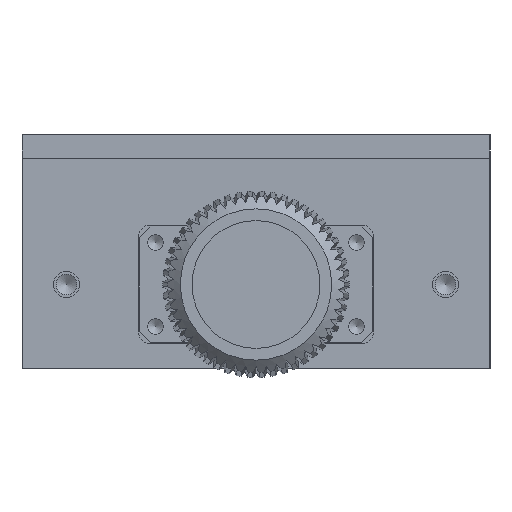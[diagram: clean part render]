
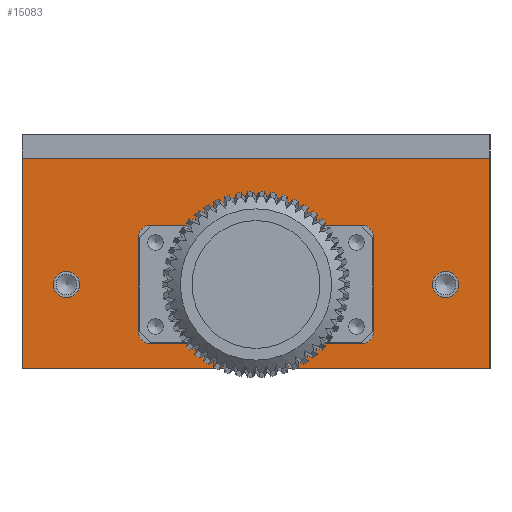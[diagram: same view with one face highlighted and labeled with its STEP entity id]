
A CAD part, left-side view. The second image highlights one B-rep face of the part: STEP entity #15083.
In plain terms, the highlighted planar face has unit normal (-1, 0, 0).
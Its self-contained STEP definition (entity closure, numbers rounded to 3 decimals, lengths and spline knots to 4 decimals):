
#1551 = VECTOR ( 'NONE', #16062, 39.3701 ) ;
#1749 = LINE ( 'NONE', #24673, #53276 ) ;
#1757 = AXIS2_PLACEMENT_3D ( 'NONE', #7771, #47650, #23255 ) ;
#1879 = VECTOR ( 'NONE', #13012, 39.3701 ) ;
#2293 = CARTESIAN_POINT ( 'NONE',  ( -2.75, 0.453, -0.387 ) ) ;
#2967 = LINE ( 'NONE', #20573, #14725 ) ;
#3150 = VECTOR ( 'NONE', #43601, 39.3701 ) ;
#4773 = CIRCLE ( 'NONE', #1757, 0.05 ) ;
#4908 = DIRECTION ( 'NONE',  ( -1., 0., 0. ) ) ;
#5158 = CIRCLE ( 'NONE', #44101, 0.05 ) ;
#5782 = CARTESIAN_POINT ( 'NONE',  ( -2.75, -1., -0.1 ) ) ;
#6895 = CARTESIAN_POINT ( 'NONE',  ( -2.75, -1., -1. ) ) ;
#7771 = CARTESIAN_POINT ( 'NONE',  ( -2.75, 0.453, -0.437 ) ) ;
#7774 = DIRECTION ( 'NONE',  ( 0., 0., -1. ) ) ;
#8049 = EDGE_LOOP ( 'NONE', ( #57140, #27304, #53617, #57365, #37129, #27421, #33526, #60399 ) ) ;
#8650 = VERTEX_POINT ( 'NONE', #6895 ) ;
#8703 = AXIS2_PLACEMENT_3D ( 'NONE', #40595, #20782, #30597 ) ;
#8736 = CARTESIAN_POINT ( 'NONE',  ( -2.75, -0.503, -0.893 ) ) ;
#9864 = CARTESIAN_POINT ( 'NONE',  ( -2.75, -0.453, -0.843 ) ) ;
#9949 = VERTEX_POINT ( 'NONE', #48782 ) ;
#10456 = VECTOR ( 'NONE', #16843, 39.3701 ) ;
#11194 = LINE ( 'NONE', #52134, #10456 ) ;
#11358 = LINE ( 'NONE', #58996, #34783 ) ;
#11543 = EDGE_CURVE ( 'NONE', #41507, #16166, #11194, .T. ) ;
#12602 = DIRECTION ( 'NONE',  ( 1., 0., 0. ) ) ;
#13012 = DIRECTION ( 'NONE',  ( 0., 1., 0. ) ) ;
#13303 = CIRCLE ( 'NONE', #8703, 0.056 ) ;
#13570 = VECTOR ( 'NONE', #27323, 39.3701 ) ;
#13675 = DIRECTION ( 'NONE',  ( 0., 0., 1. ) ) ;
#13806 = DIRECTION ( 'NONE',  ( 0., 0., -1. ) ) ;
#14401 = CIRCLE ( 'NONE', #64726, 0.05 ) ;
#14652 = DIRECTION ( 'NONE',  ( 0., -1., 0. ) ) ;
#14725 = VECTOR ( 'NONE', #60891, 39.3701 ) ;
#14885 = LINE ( 'NONE', #49397, #1551 ) ;
#15083 = ADVANCED_FACE ( 'NONE', ( #18881, #57092, #36005, #59389 ), #28824, .T. ) ;
#15676 = VERTEX_POINT ( 'NONE', #43766 ) ;
#15759 = AXIS2_PLACEMENT_3D ( 'NONE', #64095, #34293, #13806 ) ;
#16062 = DIRECTION ( 'NONE',  ( 0., 1., 0. ) ) ;
#16166 = VERTEX_POINT ( 'NONE', #62091 ) ;
#16809 = VERTEX_POINT ( 'NONE', #49562 ) ;
#16843 = DIRECTION ( 'NONE',  ( 0., 0., -1. ) ) ;
#18036 = CARTESIAN_POINT ( 'NONE',  ( -2.75, 1., -1. ) ) ;
#18538 = EDGE_CURVE ( 'NONE', #8650, #63784, #14885, .T. ) ;
#18881 = FACE_BOUND ( 'NONE', #8049, .T. ) ;
#20333 = VERTEX_POINT ( 'NONE', #22868 ) ;
#20573 = CARTESIAN_POINT ( 'NONE',  ( -2.75, -1., -0.1 ) ) ;
#20782 = DIRECTION ( 'NONE',  ( -1., 0., 0. ) ) ;
#21884 = VERTEX_POINT ( 'NONE', #40406 ) ;
#22791 = EDGE_CURVE ( 'NONE', #63784, #16809, #11358, .T. ) ;
#22868 = CARTESIAN_POINT ( 'NONE',  ( -2.75, -0.81, -0.584 ) ) ;
#23255 = DIRECTION ( 'NONE',  ( 0., 0., -1. ) ) ;
#24673 = CARTESIAN_POINT ( 'NONE',  ( -2.75, 0.503, -0.893 ) ) ;
#25350 = CIRCLE ( 'NONE', #15759, 0.05 ) ;
#25864 = EDGE_CURVE ( 'NONE', #57707, #21884, #1749, .T. ) ;
#26080 = DIRECTION ( 'NONE',  ( 0., 0., 1. ) ) ;
#26603 = EDGE_LOOP ( 'NONE', ( #52283 ) ) ;
#26729 = EDGE_CURVE ( 'NONE', #15676, #15676, #36086, .T. ) ;
#27191 = ORIENTED_EDGE ( 'NONE', *, *, #59294, .T. ) ;
#27304 = ORIENTED_EDGE ( 'NONE', *, *, #55945, .T. ) ;
#27323 = DIRECTION ( 'NONE',  ( 0., 1., 0. ) ) ;
#27421 = ORIENTED_EDGE ( 'NONE', *, *, #52262, .T. ) ;
#27480 = CARTESIAN_POINT ( 'NONE',  ( -2.75, 0.503, -0.437 ) ) ;
#28824 = PLANE ( 'NONE',  #52042 ) ;
#30597 = DIRECTION ( 'NONE',  ( 0., 0., 1. ) ) ;
#30748 = VERTEX_POINT ( 'NONE', #2293 ) ;
#31421 = CARTESIAN_POINT ( 'NONE',  ( -2.75, -0.503, -0.843 ) ) ;
#32199 = CARTESIAN_POINT ( 'NONE',  ( -2.75, -1., -0.1 ) ) ;
#32277 = ORIENTED_EDGE ( 'NONE', *, *, #22791, .F. ) ;
#33526 = ORIENTED_EDGE ( 'NONE', *, *, #25864, .F. ) ;
#34029 = EDGE_CURVE ( 'NONE', #20333, #20333, #13303, .T. ) ;
#34293 = DIRECTION ( 'NONE',  ( 1., 0., 0. ) ) ;
#34783 = VECTOR ( 'NONE', #13675, 39.3701 ) ;
#34883 = ORIENTED_EDGE ( 'NONE', *, *, #18538, .F. ) ;
#34953 = DIRECTION ( 'NONE',  ( 1., 0., 0. ) ) ;
#35179 = EDGE_LOOP ( 'NONE', ( #46081 ) ) ;
#35350 = CARTESIAN_POINT ( 'NONE',  ( -2.75, -0.453, -0.387 ) ) ;
#35471 = CARTESIAN_POINT ( 'NONE',  ( -2.75, 0.81, -0.64 ) ) ;
#36005 = FACE_BOUND ( 'NONE', #26603, .T. ) ;
#36086 = CIRCLE ( 'NONE', #46480, 0.056 ) ;
#37129 = ORIENTED_EDGE ( 'NONE', *, *, #56621, .F. ) ;
#37353 = VERTEX_POINT ( 'NONE', #62077 ) ;
#37669 = CARTESIAN_POINT ( 'NONE',  ( -2.75, 0.453, -0.843 ) ) ;
#39783 = DIRECTION ( 'NONE',  ( 0., 0., 1. ) ) ;
#39934 = CARTESIAN_POINT ( 'NONE',  ( -2.75, 0.453, -0.893 ) ) ;
#40406 = CARTESIAN_POINT ( 'NONE',  ( -2.75, -0.453, -0.893 ) ) ;
#40595 = CARTESIAN_POINT ( 'NONE',  ( -2.75, -0.81, -0.64 ) ) ;
#41507 = VERTEX_POINT ( 'NONE', #27480 ) ;
#41951 = EDGE_CURVE ( 'NONE', #62723, #30748, #55641, .T. ) ;
#43601 = DIRECTION ( 'NONE',  ( 0., 0., 1. ) ) ;
#43766 = CARTESIAN_POINT ( 'NONE',  ( -2.75, 0.81, -0.584 ) ) ;
#43768 = LINE ( 'NONE', #8736, #3150 ) ;
#44101 = AXIS2_PLACEMENT_3D ( 'NONE', #37669, #12602, #7774 ) ;
#45452 = DIRECTION ( 'NONE',  ( -1., 0., 0. ) ) ;
#46081 = ORIENTED_EDGE ( 'NONE', *, *, #26729, .F. ) ;
#46480 = AXIS2_PLACEMENT_3D ( 'NONE', #35471, #45452, #26080 ) ;
#47650 = DIRECTION ( 'NONE',  ( 1., 0., 0. ) ) ;
#47700 = VERTEX_POINT ( 'NONE', #31421 ) ;
#48782 = CARTESIAN_POINT ( 'NONE',  ( -2.75, -1., -0.1 ) ) ;
#48799 = EDGE_LOOP ( 'NONE', ( #27191, #52039, #32277, #34883 ) ) ;
#49397 = CARTESIAN_POINT ( 'NONE',  ( -2.75, -1., -1. ) ) ;
#49499 = LINE ( 'NONE', #32199, #1879 ) ;
#49562 = CARTESIAN_POINT ( 'NONE',  ( -2.75, 1., -0.1 ) ) ;
#49723 = DIRECTION ( 'NONE',  ( 0., 0., -1. ) ) ;
#52039 = ORIENTED_EDGE ( 'NONE', *, *, #63178, .T. ) ;
#52042 = AXIS2_PLACEMENT_3D ( 'NONE', #5782, #4908, #39783 ) ;
#52134 = CARTESIAN_POINT ( 'NONE',  ( -2.75, 0.503, -0.387 ) ) ;
#52262 = EDGE_CURVE ( 'NONE', #47700, #21884, #14401, .T. ) ;
#52283 = ORIENTED_EDGE ( 'NONE', *, *, #34029, .F. ) ;
#53019 = CARTESIAN_POINT ( 'NONE',  ( -2.75, -0.503, -0.387 ) ) ;
#53276 = VECTOR ( 'NONE', #14652, 39.3701 ) ;
#53617 = ORIENTED_EDGE ( 'NONE', *, *, #41951, .F. ) ;
#55641 = LINE ( 'NONE', #53019, #13570 ) ;
#55945 = EDGE_CURVE ( 'NONE', #41507, #30748, #4773, .T. ) ;
#56621 = EDGE_CURVE ( 'NONE', #47700, #37353, #43768, .T. ) ;
#57092 = FACE_BOUND ( 'NONE', #35179, .T. ) ;
#57140 = ORIENTED_EDGE ( 'NONE', *, *, #11543, .F. ) ;
#57365 = ORIENTED_EDGE ( 'NONE', *, *, #62609, .T. ) ;
#57707 = VERTEX_POINT ( 'NONE', #39934 ) ;
#58996 = CARTESIAN_POINT ( 'NONE',  ( -2.75, 1., -0.1 ) ) ;
#59294 = EDGE_CURVE ( 'NONE', #8650, #9949, #2967, .T. ) ;
#59389 = FACE_OUTER_BOUND ( 'NONE', #48799, .T. ) ;
#60399 = ORIENTED_EDGE ( 'NONE', *, *, #61266, .T. ) ;
#60891 = DIRECTION ( 'NONE',  ( 0., 0., 1. ) ) ;
#61266 = EDGE_CURVE ( 'NONE', #57707, #16166, #5158, .T. ) ;
#62077 = CARTESIAN_POINT ( 'NONE',  ( -2.75, -0.503, -0.437 ) ) ;
#62091 = CARTESIAN_POINT ( 'NONE',  ( -2.75, 0.503, -0.843 ) ) ;
#62609 = EDGE_CURVE ( 'NONE', #62723, #37353, #25350, .T. ) ;
#62723 = VERTEX_POINT ( 'NONE', #35350 ) ;
#63178 = EDGE_CURVE ( 'NONE', #9949, #16809, #49499, .T. ) ;
#63784 = VERTEX_POINT ( 'NONE', #18036 ) ;
#64095 = CARTESIAN_POINT ( 'NONE',  ( -2.75, -0.453, -0.437 ) ) ;
#64726 = AXIS2_PLACEMENT_3D ( 'NONE', #9864, #34953, #49723 ) ;
